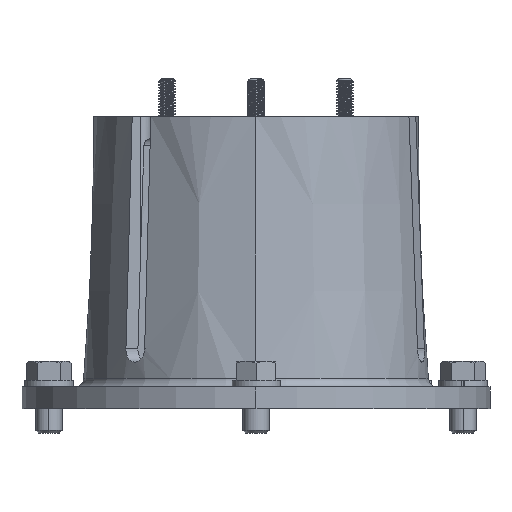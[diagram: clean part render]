
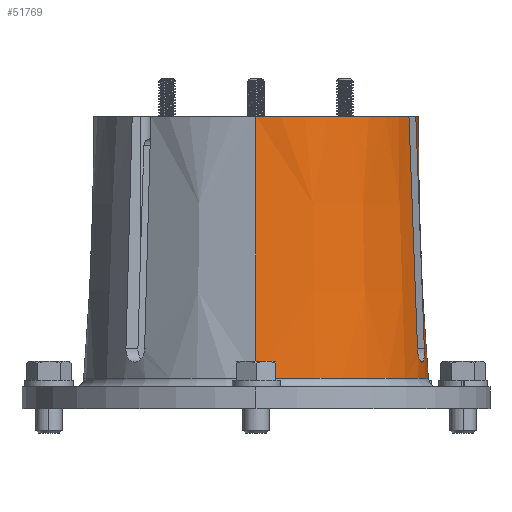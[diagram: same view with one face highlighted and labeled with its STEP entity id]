
A CAD part, front view. The second image highlights one B-rep face of the part: STEP entity #51769.
In plain terms, the highlighted conical face has half-angle 2.173 degrees and reference radius 58.535 mm.
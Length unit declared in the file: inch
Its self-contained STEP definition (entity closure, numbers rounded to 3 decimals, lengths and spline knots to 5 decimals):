
#1598 = CARTESIAN_POINT ( 'NONE',  ( 0., -2.44544, 0.43026 ) ) ;
#2037 = CARTESIAN_POINT ( 'NONE',  ( 2.17982, -0.7782, 3.88 ) ) ;
#2276 = DIRECTION ( 'NONE',  ( 0., 0., -1. ) ) ;
#3819 = CARTESIAN_POINT ( 'NONE',  ( 2.3887, -0.45586, 0.78956 ) ) ;
#4062 = CARTESIAN_POINT ( 'NONE',  ( 2.35047, -0.64234, 0.66249 ) ) ;
#4281 = CARTESIAN_POINT ( 'NONE',  ( 2.29501, -0.8028, 0.80119 ) ) ;
#6395 = CARTESIAN_POINT ( 'NONE',  ( 0., 0., 4.145 ) ) ;
#6771 = LINE ( 'NONE', #14119, #21416 ) ;
#8394 = ORIENTED_EDGE ( 'NONE', *, *, #56280, .T. ) ;
#9323 = EDGE_CURVE ( 'NONE', #32033, #66420, #52339, .T. ) ;
#9357 = CARTESIAN_POINT ( 'NONE',  ( 2.38704, -0.4711, 0.75611 ) ) ;
#9589 = CARTESIAN_POINT ( 'NONE',  ( 2.34036, -0.67743, 0.6685 ) ) ;
#9637 = CARTESIAN_POINT ( 'NONE',  ( 2.26714, -0.41336, 4.145 ) ) ;
#9813 = CARTESIAN_POINT ( 'NONE',  ( 2.29166, -0.80816, 0.83761 ) ) ;
#9848 = CARTESIAN_POINT ( 'NONE',  ( 0., 2.44544, 0.43026 ) ) ;
#11884 = ORIENTED_EDGE ( 'NONE', *, *, #57794, .T. ) ;
#12861 = EDGE_LOOP ( 'NONE', ( #11884, #51615, #18697, #47631, #24243, #32117, #49983, #8394 ) ) ;
#13561 = CARTESIAN_POINT ( 'NONE',  ( 0., 0., 4.145 ) ) ;
#14119 = CARTESIAN_POINT ( 'NONE',  ( 0., -2.30451, 4.145 ) ) ;
#14921 = CARTESIAN_POINT ( 'NONE',  ( 2.38388, -0.49251, 0.7261 ) ) ;
#15143 = CARTESIAN_POINT ( 'NONE',  ( 2.33008, -0.7103, 0.68143 ) ) ;
#15182 = CARTESIAN_POINT ( 'NONE',  ( 2.28662, -0.41858, 3.61501 ) ) ;
#15917 = AXIS2_PLACEMENT_3D ( 'NONE', #35176, #2276, #40678 ) ;
#16412 = DIRECTION ( 'NONE',  ( 0., 0.038, -0.999 ) ) ;
#17011 = CARTESIAN_POINT ( 'NONE',  ( 2.26714, -0.41336, 4.145 ) ) ;
#17027 = CIRCLE ( 'NONE', #15917, 2.30451 ) ;
#17348 = CARTESIAN_POINT ( 'NONE',  ( 2.17008, -0.77559, 4.145 ) ) ;
#17683 = DIRECTION ( 'NONE',  ( 0., 1., 0. ) ) ;
#18155 = AXIS2_PLACEMENT_3D ( 'NONE', #13561, #51977, #19104 ) ;
#18697 = ORIENTED_EDGE ( 'NONE', *, *, #21296, .T. ) ;
#19104 = DIRECTION ( 'NONE',  ( 0., 1., 0. ) ) ;
#20457 = CARTESIAN_POINT ( 'NONE',  ( 2.37925, -0.51892, 0.70105 ) ) ;
#20690 = CARTESIAN_POINT ( 'NONE',  ( 2.32004, -0.74, 0.70088 ) ) ;
#20733 = CARTESIAN_POINT ( 'NONE',  ( 2.327, -0.4294, 2.51667 ) ) ;
#21296 = EDGE_CURVE ( 'NONE', #39013, #71213, #28287, .T. ) ;
#21356 = CARTESIAN_POINT ( 'NONE',  ( 0., 2.30451, 4.145 ) ) ;
#21416 = VECTOR ( 'NONE', #58063, 39.37008 ) ;
#24243 = ORIENTED_EDGE ( 'NONE', *, *, #9323, .T. ) ;
#25962 = CARTESIAN_POINT ( 'NONE',  ( 2.37308, -0.54977, 0.68151 ) ) ;
#26198 = CARTESIAN_POINT ( 'NONE',  ( 2.31075, -0.76543, 0.72611 ) ) ;
#26239 = CARTESIAN_POINT ( 'NONE',  ( 2.38826, -0.44582, 0.85 ) ) ;
#26761 = EDGE_CURVE ( 'NONE', #57474, #59215, #36300, .T. ) ;
#27783 = CARTESIAN_POINT ( 'NONE',  ( 0., 0., 0.43026 ) ) ;
#28287 = CIRCLE ( 'NONE', #63896, 2.44544 ) ;
#28528 = DIRECTION ( 'NONE',  ( 0., 0., -1. ) ) ;
#28656 = CARTESIAN_POINT ( 'NONE',  ( 2.2912, -0.80804, 0.85 ) ) ;
#29445 = CARTESIAN_POINT ( 'NONE',  ( 2.22994, -0.79163, 2.51667 ) ) ;
#29593 = CONICAL_SURFACE ( 'NONE', #40547, 2.30451, 0.038 ) ;
#31465 = CARTESIAN_POINT ( 'NONE',  ( 2.36557, -0.58334, 0.66854 ) ) ;
#31692 = CARTESIAN_POINT ( 'NONE',  ( 2.30285, -0.7854, 0.75586 ) ) ;
#32033 = VERTEX_POINT ( 'NONE', #21356 ) ;
#32117 = ORIENTED_EDGE ( 'NONE', *, *, #35182, .T. ) ;
#33252 = DIRECTION ( 'NONE',  ( 0., 1., 0. ) ) ;
#34461 = CARTESIAN_POINT ( 'NONE',  ( 2.2912, -0.80804, 0.85 ) ) ;
#34932 = CARTESIAN_POINT ( 'NONE',  ( 2.18957, -0.78081, 3.61501 ) ) ;
#35176 = CARTESIAN_POINT ( 'NONE',  ( 0., 0., 4.145 ) ) ;
#35182 = EDGE_CURVE ( 'NONE', #66420, #57474, #39483, .T. ) ;
#36300 = B_SPLINE_CURVE_WITH_KNOTS ( 'NONE', 3,
 ( #69663, #41781, #53069, #36792, #3819, #42280, #9357, #47775, #14921, #53317, #20457, #58837, #25962, #64395, #31465, #69897, #37025, #4062, #42515, #9589, #48010, #15143, #53549, #20690, #59078, #26198, #64641, #31692, #70140, #37248, #4281, #42747, #9813, #48227 ),
 .UNSPECIFIED., .F., .F.,
 ( 4, 2, 2, 2, 2, 2, 2, 2, 2, 2, 2, 2, 2, 2, 2, 2, 4 ),
 ( 0., 0.00093, 0.00186, 0.0028, 0.00373, 0.00466, 0.00559, 0.00652, 0.00745, 0.00838, 0.00932, 0.01025, 0.01118, 0.01211, 0.01304, 0.01397, 0.01491 ),
 .UNSPECIFIED. ) ;
#36792 = CARTESIAN_POINT ( 'NONE',  ( 2.38894, -0.45219, 0.80146 ) ) ;
#37025 = CARTESIAN_POINT ( 'NONE',  ( 2.3568, -0.61869, 0.66251 ) ) ;
#37248 = CARTESIAN_POINT ( 'NONE',  ( 2.29661, -0.79955, 0.78951 ) ) ;
#39013 = VERTEX_POINT ( 'NONE', #1598 ) ;
#39483 = B_SPLINE_CURVE_WITH_KNOTS ( 'NONE', 3,
 ( #9637, #42560, #15182, #53597, #20733, #59115, #26239 ),
 .UNSPECIFIED., .F., .F.,
 ( 4, 3, 4 ),
 ( -0.02021, 0., 0.06355 ),
 .UNSPECIFIED. ) ;
#39685 = LINE ( 'NONE', #54810, #54297 ) ;
#40428 = CARTESIAN_POINT ( 'NONE',  ( 2.17008, -0.77559, 4.145 ) ) ;
#40547 = AXIS2_PLACEMENT_3D ( 'NONE', #6395, #28528, #17683 ) ;
#40678 = DIRECTION ( 'NONE',  ( 0., 1., 0. ) ) ;
#41781 = CARTESIAN_POINT ( 'NONE',  ( 2.38872, -0.44594, 0.83761 ) ) ;
#42280 = CARTESIAN_POINT ( 'NONE',  ( 2.38775, -0.46534, 0.76687 ) ) ;
#42515 = CARTESIAN_POINT ( 'NONE',  ( 2.34711, -0.65431, 0.66371 ) ) ;
#42560 = CARTESIAN_POINT ( 'NONE',  ( 2.27688, -0.41597, 3.88 ) ) ;
#42747 = CARTESIAN_POINT ( 'NONE',  ( 2.29253, -0.80711, 0.82521 ) ) ;
#47631 = ORIENTED_EDGE ( 'NONE', *, *, #54736, .F. ) ;
#47775 = CARTESIAN_POINT ( 'NONE',  ( 2.38512, -0.48466, 0.73575 ) ) ;
#48010 = CARTESIAN_POINT ( 'NONE',  ( 2.33695, -0.68862, 0.67204 ) ) ;
#48227 = CARTESIAN_POINT ( 'NONE',  ( 2.2912, -0.80804, 0.85 ) ) ;
#49983 = ORIENTED_EDGE ( 'NONE', *, *, #26761, .T. ) ;
#51615 = ORIENTED_EDGE ( 'NONE', *, *, #55645, .T. ) ;
#51769 = ADVANCED_FACE ( 'NONE', ( #52791 ), #29593, .T. ) ;
#51977 = DIRECTION ( 'NONE',  ( 0., 0., -1. ) ) ;
#52339 = CIRCLE ( 'NONE', #18155, 2.30451 ) ;
#52791 = FACE_OUTER_BOUND ( 'NONE', #12861, .T. ) ;
#53069 = CARTESIAN_POINT ( 'NONE',  ( 2.38894, -0.44726, 0.82542 ) ) ;
#53317 = CARTESIAN_POINT ( 'NONE',  ( 2.38096, -0.50962, 0.70882 ) ) ;
#53549 = CARTESIAN_POINT ( 'NONE',  ( 2.32663, -0.72074, 0.68731 ) ) ;
#53597 = CARTESIAN_POINT ( 'NONE',  ( 2.29637, -0.4212, 3.35001 ) ) ;
#54297 = VECTOR ( 'NONE', #16412, 39.37008 ) ;
#54736 = EDGE_CURVE ( 'NONE', #32033, #71213, #39685, .T. ) ;
#54810 = CARTESIAN_POINT ( 'NONE',  ( 0., 2.30451, 4.145 ) ) ;
#54929 = VERTEX_POINT ( 'NONE', #61544 ) ;
#55645 = EDGE_CURVE ( 'NONE', #54929, #39013, #6771, .T. ) ;
#56280 = EDGE_CURVE ( 'NONE', #59215, #64568, #58959, .T. ) ;
#56792 = CARTESIAN_POINT ( 'NONE',  ( 2.26058, -0.79983, 1.68334 ) ) ;
#57474 = VERTEX_POINT ( 'NONE', #68364 ) ;
#57794 = EDGE_CURVE ( 'NONE', #64568, #54929, #17027, .T. ) ;
#58063 = DIRECTION ( 'NONE',  ( 0., -0.038, -0.999 ) ) ;
#58837 = CARTESIAN_POINT ( 'NONE',  ( 2.37531, -0.53906, 0.68734 ) ) ;
#58959 = B_SPLINE_CURVE_WITH_KNOTS ( 'NONE', 3,
 ( #34461, #56792, #29445, #67824, #34932, #2037, #40428 ),
 .UNSPECIFIED., .F., .F.,
 ( 4, 3, 4 ),
 ( 0., 0.06355, 0.08375 ),
 .UNSPECIFIED. ) ;
#59078 = CARTESIAN_POINT ( 'NONE',  ( 2.31685, -0.74895, 0.70862 ) ) ;
#59115 = CARTESIAN_POINT ( 'NONE',  ( 2.35763, -0.43761, 1.68334 ) ) ;
#59215 = VERTEX_POINT ( 'NONE', #28656 ) ;
#61544 = CARTESIAN_POINT ( 'NONE',  ( 0., -2.30451, 4.145 ) ) ;
#63896 = AXIS2_PLACEMENT_3D ( 'NONE', #27783, #66197, #33252 ) ;
#64395 = CARTESIAN_POINT ( 'NONE',  ( 2.36823, -0.57182, 0.67214 ) ) ;
#64568 = VERTEX_POINT ( 'NONE', #17348 ) ;
#64641 = CARTESIAN_POINT ( 'NONE',  ( 2.30795, -0.77271, 0.73558 ) ) ;
#66197 = DIRECTION ( 'NONE',  ( 0., 0., 1. ) ) ;
#66420 = VERTEX_POINT ( 'NONE', #17011 ) ;
#67824 = CARTESIAN_POINT ( 'NONE',  ( 2.19931, -0.78342, 3.35001 ) ) ;
#68364 = CARTESIAN_POINT ( 'NONE',  ( 2.38826, -0.44582, 0.85 ) ) ;
#69663 = CARTESIAN_POINT ( 'NONE',  ( 2.38826, -0.44582, 0.85 ) ) ;
#69897 = CARTESIAN_POINT ( 'NONE',  ( 2.35982, -0.60689, 0.66371 ) ) ;
#70140 = CARTESIAN_POINT ( 'NONE',  ( 2.30053, -0.79085, 0.76681 ) ) ;
#71213 = VERTEX_POINT ( 'NONE', #9848 ) ;
